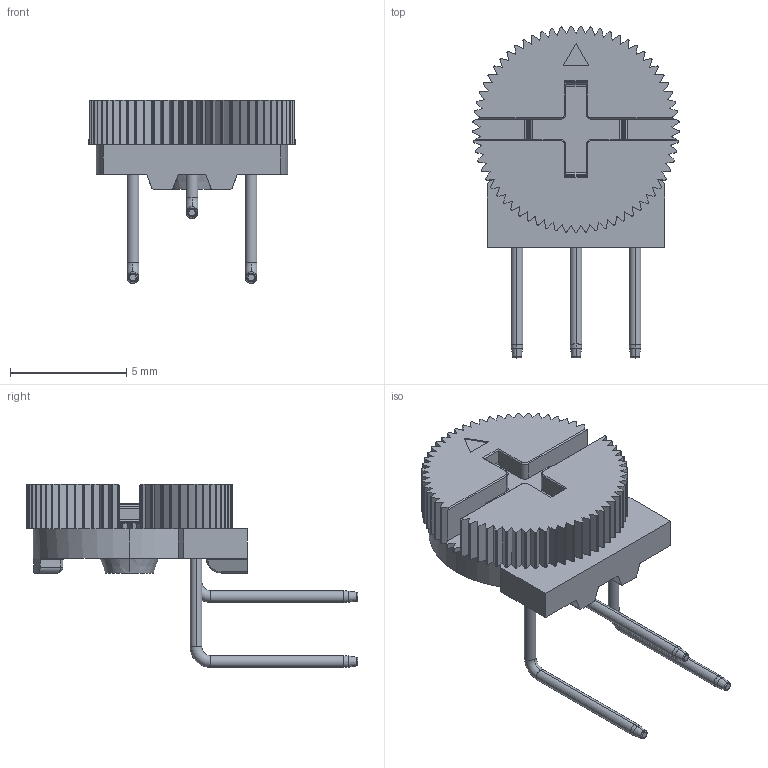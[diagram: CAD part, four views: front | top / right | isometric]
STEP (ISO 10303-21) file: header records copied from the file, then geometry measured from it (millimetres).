
FILE_DESCRIPTION (( 'STEP AP214' ), '1' );
FILE_NAME ('3352H-1-100LF.STEP', '2021-12-31T05:28:31', ( '' ), ( '' ), 'SwSTEP 2.0', 'SolidWorks 2017', '' );
FILE_SCHEMA (( 'AUTOMOTIVE_DESIGN' ));
Length unit declared in the file: inch
Products named in the file (1): 3352H-1-100LF
Bounding box: 8.89 x 14.27 x 7.87 mm (x, y, z)
Volume: 195.2 mm3; surface area: 469 mm2
Topology: 5 solids, 5 shells, 492 faces, 1382 edges, 900 vertices
Faces by surface type: cylinder 252, plane 196, torus 20, cone 12, bspline 10, sphere 2
Entity records: 16194 total; most frequent: CARTESIAN_POINT 3043, DIRECTION 2862, ORIENTED_EDGE 2756, EDGE_CURVE 1378, AXIS2_PLACEMENT_3D 1029, VERTEX_POINT 898, LINE 804, VECTOR 804
